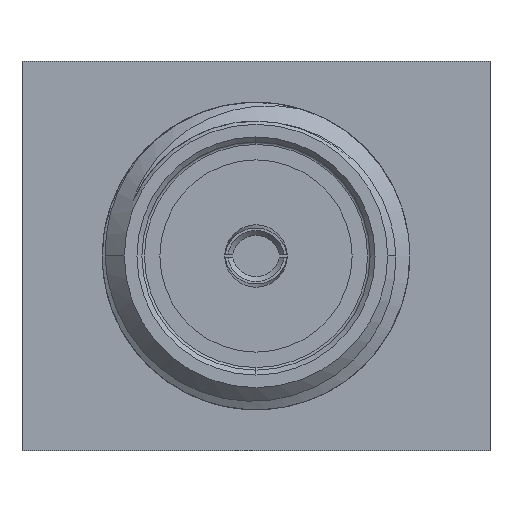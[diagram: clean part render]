
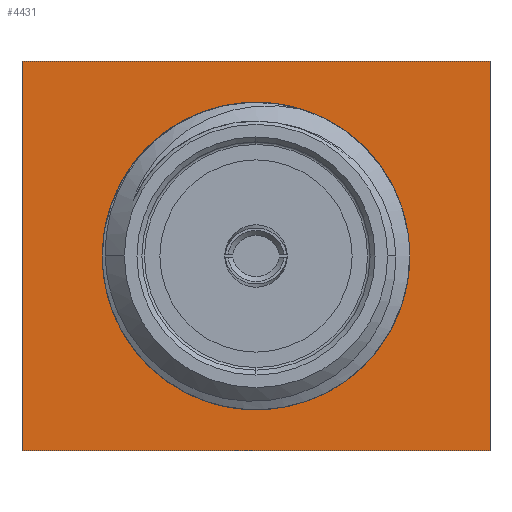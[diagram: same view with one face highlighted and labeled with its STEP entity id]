
A CAD part, left-side view. The second image highlights one B-rep face of the part: STEP entity #4431.
In plain terms, the highlighted planar face has unit normal (-1, 0, 0).
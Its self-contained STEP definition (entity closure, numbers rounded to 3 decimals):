
#4335 = VERTEX_POINT('',#4336);
#4336 = CARTESIAN_POINT('',(7.874,2.68,0.));
#4345 = VERTEX_POINT('',#4346);
#4346 = CARTESIAN_POINT('',(7.874,-2.68,0.));
#4352 = EDGE_CURVE('',#4335,#4345,#4353,.T.);
#4353 = CIRCLE('',#4354,2.68);
#4354 = AXIS2_PLACEMENT_3D('',#4355,#4356,#4357);
#4355 = CARTESIAN_POINT('',(7.874,0.,0.));
#4356 = DIRECTION('',(1.,0.,0.));
#4357 = DIRECTION('',(0.,1.,0.));
#4367 = EDGE_CURVE('',#4345,#4335,#4368,.T.);
#4368 = CIRCLE('',#4369,2.68);
#4369 = AXIS2_PLACEMENT_3D('',#4370,#4371,#4372);
#4370 = CARTESIAN_POINT('',(7.874,0.,0.));
#4371 = DIRECTION('',(1.,0.,0.));
#4372 = DIRECTION('',(0.,-1.,0.));
#4431 = ADVANCED_FACE('',(#4432,#4466),#4470,.F.);
#4432 = FACE_BOUND('',#4433,.F.);
#4433 = EDGE_LOOP('',(#4434,#4444,#4452,#4460));
#4434 = ORIENTED_EDGE('',*,*,#4435,.T.);
#4435 = EDGE_CURVE('',#4436,#4438,#4440,.T.);
#4436 = VERTEX_POINT('',#4437);
#4437 = CARTESIAN_POINT('',(7.874,-4.763,-3.962));
#4438 = VERTEX_POINT('',#4439);
#4439 = CARTESIAN_POINT('',(7.874,4.763,-3.962));
#4440 = LINE('',#4441,#4442);
#4441 = CARTESIAN_POINT('',(7.874,-4.763,-3.962));
#4442 = VECTOR('',#4443,1.);
#4443 = DIRECTION('',(0.,1.,0.));
#4444 = ORIENTED_EDGE('',*,*,#4445,.F.);
#4445 = EDGE_CURVE('',#4446,#4438,#4448,.T.);
#4446 = VERTEX_POINT('',#4447);
#4447 = CARTESIAN_POINT('',(7.874,4.763,3.962));
#4448 = LINE('',#4449,#4450);
#4449 = CARTESIAN_POINT('',(7.874,4.763,3.962));
#4450 = VECTOR('',#4451,1.);
#4451 = DIRECTION('',(0.,0.,-1.));
#4452 = ORIENTED_EDGE('',*,*,#4453,.T.);
#4453 = EDGE_CURVE('',#4446,#4454,#4456,.T.);
#4454 = VERTEX_POINT('',#4455);
#4455 = CARTESIAN_POINT('',(7.874,-4.763,3.962));
#4456 = LINE('',#4457,#4458);
#4457 = CARTESIAN_POINT('',(7.874,4.763,3.962));
#4458 = VECTOR('',#4459,1.);
#4459 = DIRECTION('',(0.,-1.,0.));
#4460 = ORIENTED_EDGE('',*,*,#4461,.F.);
#4461 = EDGE_CURVE('',#4436,#4454,#4462,.T.);
#4462 = LINE('',#4463,#4464);
#4463 = CARTESIAN_POINT('',(7.874,-4.763,-3.962));
#4464 = VECTOR('',#4465,1.);
#4465 = DIRECTION('',(0.,0.,1.));
#4466 = FACE_BOUND('',#4467,.F.);
#4467 = EDGE_LOOP('',(#4468,#4469));
#4468 = ORIENTED_EDGE('',*,*,#4352,.F.);
#4469 = ORIENTED_EDGE('',*,*,#4367,.F.);
#4470 = PLANE('',#4471);
#4471 = AXIS2_PLACEMENT_3D('',#4472,#4473,#4474);
#4472 = CARTESIAN_POINT('',(7.874,0.,0.));
#4473 = DIRECTION('',(1.,0.,0.));
#4474 = DIRECTION('',(0.,1.,0.));
